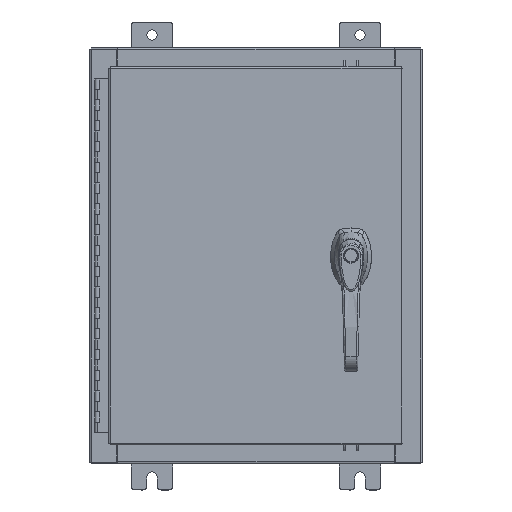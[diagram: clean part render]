
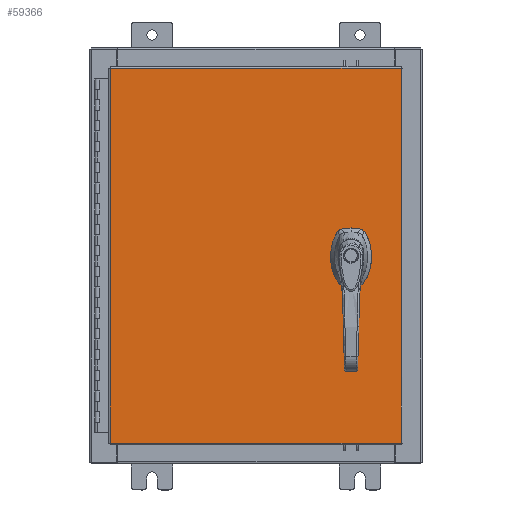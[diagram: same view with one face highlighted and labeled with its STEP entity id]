
A CAD part, top view. The second image highlights one B-rep face of the part: STEP entity #59366.
In plain terms, the highlighted planar face has unit normal (0, 0, 1).
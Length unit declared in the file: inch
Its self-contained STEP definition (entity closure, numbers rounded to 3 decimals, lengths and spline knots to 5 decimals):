
#156 = EDGE_CURVE ( 'NONE', #98496, #3329, #35516, .T. ) ;
#324 = CIRCLE ( 'NONE', #53478, 0.1715 ) ;
#586 = VECTOR ( 'NONE', #105791, 39.37008 ) ;
#3158 = CARTESIAN_POINT ( 'NONE',  ( 4.981, 0., 0. ) ) ;
#3329 = VERTEX_POINT ( 'NONE', #29074 ) ;
#4080 = EDGE_CURVE ( 'NONE', #56799, #34490, #102394, .T. ) ;
#4931 = VERTEX_POINT ( 'NONE', #108132 ) ;
#5233 = LINE ( 'NONE', #89574, #25006 ) ;
#5426 = LINE ( 'NONE', #7615, #47626 ) ;
#5479 = DIRECTION ( 'NONE',  ( -1., 0., 0. ) ) ;
#5665 = CARTESIAN_POINT ( 'NONE',  ( 4.37777, 0.403, 0. ) ) ;
#7615 = CARTESIAN_POINT ( 'NONE',  ( 4.175, 0., 0. ) ) ;
#8690 = CARTESIAN_POINT ( 'NONE',  ( 4.7495, -1.338, 0. ) ) ;
#9835 = LINE ( 'NONE', #3158, #52006 ) ;
#11236 = ORIENTED_EDGE ( 'NONE', *, *, #19462, .T. ) ;
#12459 = CARTESIAN_POINT ( 'NONE',  ( 4.578, -1.338, 0. ) ) ;
#12633 = ORIENTED_EDGE ( 'NONE', *, *, #59876, .F. ) ;
#13147 = VECTOR ( 'NONE', #17084, 39.37008 ) ;
#13621 = CARTESIAN_POINT ( 'NONE',  ( 4.175, 0.20023, 0. ) ) ;
#17084 = DIRECTION ( 'NONE',  ( 1., 0., 0. ) ) ;
#17452 = CARTESIAN_POINT ( 'NONE',  ( -6.9903, -9.0063, 0. ) ) ;
#17763 = ORIENTED_EDGE ( 'NONE', *, *, #42455, .F. ) ;
#19462 = EDGE_CURVE ( 'NONE', #96623, #43802, #51220, .T. ) ;
#19471 = CARTESIAN_POINT ( 'NONE',  ( 4.578, 0., 0. ) ) ;
#20255 = AXIS2_PLACEMENT_3D ( 'NONE', #73340, #22865, #81836 ) ;
#20644 = CIRCLE ( 'NONE', #103921, 0.1715 ) ;
#20685 = ORIENTED_EDGE ( 'NONE', *, *, #52159, .T. ) ;
#20903 = DIRECTION ( 'NONE',  ( 1., 0., 0. ) ) ;
#20964 = CIRCLE ( 'NONE', #108892, 0.45 ) ;
#21536 = CARTESIAN_POINT ( 'NONE',  ( 6.9903, 9.0063, 0. ) ) ;
#22188 = AXIS2_PLACEMENT_3D ( 'NONE', #19471, #78438, #27934 ) ;
#22598 = CIRCLE ( 'NONE', #20255, 0.45 ) ;
#22737 = CARTESIAN_POINT ( 'NONE',  ( 4.37777, -0.403, 0. ) ) ;
#22865 = DIRECTION ( 'NONE',  ( 0., 0., 1. ) ) ;
#25006 = VECTOR ( 'NONE', #5479, 39.37008 ) ;
#27934 = DIRECTION ( 'NONE',  ( 1., 0., 0. ) ) ;
#29074 = CARTESIAN_POINT ( 'NONE',  ( 4.77823, -0.403, 0. ) ) ;
#29387 = LINE ( 'NONE', #58449, #94002 ) ;
#29463 = ORIENTED_EDGE ( 'NONE', *, *, #156, .F. ) ;
#29605 = DIRECTION ( 'NONE',  ( 0., 0., -1. ) ) ;
#32460 = VECTOR ( 'NONE', #53573, 39.37008 ) ;
#32754 = CARTESIAN_POINT ( 'NONE',  ( 4.981, -0.20023, 0. ) ) ;
#33600 = CARTESIAN_POINT ( 'NONE',  ( 4.175, -0.20023, 0. ) ) ;
#34435 = EDGE_CURVE ( 'NONE', #83723, #98496, #20964, .T. ) ;
#34490 = VERTEX_POINT ( 'NONE', #5665 ) ;
#35516 = LINE ( 'NONE', #42109, #13147 ) ;
#36499 = CIRCLE ( 'NONE', #22188, 0.45 ) ;
#37048 = CARTESIAN_POINT ( 'NONE',  ( 0., 0.403, 0. ) ) ;
#38317 = CARTESIAN_POINT ( 'NONE',  ( 6.9903, -9.0063, 0. ) ) ;
#39494 = ORIENTED_EDGE ( 'NONE', *, *, #48462, .F. ) ;
#40918 = CARTESIAN_POINT ( 'NONE',  ( 4.77823, 0.403, 0. ) ) ;
#41284 = FACE_BOUND ( 'NONE', #70059, .T. ) ;
#41299 = CARTESIAN_POINT ( 'NONE',  ( 4.578, 0., 0. ) ) ;
#41717 = DIRECTION ( 'NONE',  ( -1., 0., 0. ) ) ;
#42109 = CARTESIAN_POINT ( 'NONE',  ( 0., -0.403, 0. ) ) ;
#42185 = AXIS2_PLACEMENT_3D ( 'NONE', #41299, #100292, #49758 ) ;
#42455 = EDGE_CURVE ( 'NONE', #103659, #56799, #22598, .T. ) ;
#43802 = VERTEX_POINT ( 'NONE', #17452 ) ;
#44314 = AXIS2_PLACEMENT_3D ( 'NONE', #92243, #29605, #41717 ) ;
#45424 = CARTESIAN_POINT ( 'NONE',  ( 4.981, 0.20023, 0. ) ) ;
#47465 = VERTEX_POINT ( 'NONE', #13621 ) ;
#47626 = VECTOR ( 'NONE', #83170, 39.37008 ) ;
#47696 = CARTESIAN_POINT ( 'NONE',  ( 4.578, 0., 0. ) ) ;
#47883 = DIRECTION ( 'NONE',  ( 0., 0., 1. ) ) ;
#48462 = EDGE_CURVE ( 'NONE', #68841, #61670, #20644, .T. ) ;
#49174 = CARTESIAN_POINT ( 'NONE',  ( 4.4065, -1.338, 0. ) ) ;
#49758 = DIRECTION ( 'NONE',  ( 1., 0., 0. ) ) ;
#50330 = DIRECTION ( 'NONE',  ( 1., 0., 0. ) ) ;
#50523 = EDGE_CURVE ( 'NONE', #4931, #82129, #82371, .T. ) ;
#50716 = ORIENTED_EDGE ( 'NONE', *, *, #90510, .T. ) ;
#51220 = LINE ( 'NONE', #76343, #73660 ) ;
#52006 = VECTOR ( 'NONE', #104160, 39.37008 ) ;
#52159 = EDGE_CURVE ( 'NONE', #103659, #76359, #9835, .T. ) ;
#53478 = AXIS2_PLACEMENT_3D ( 'NONE', #12459, #71383, #20903 ) ;
#53573 = DIRECTION ( 'NONE',  ( -1., 0., 0. ) ) ;
#54481 = CIRCLE ( 'NONE', #42185, 0.45 ) ;
#56134 = DIRECTION ( 'NONE',  ( 1., 0., 0. ) ) ;
#56799 = VERTEX_POINT ( 'NONE', #40918 ) ;
#56925 = ORIENTED_EDGE ( 'NONE', *, *, #34435, .F. ) ;
#58449 = CARTESIAN_POINT ( 'NONE',  ( -6.9903, -9.0063, 0. ) ) ;
#59366 = ADVANCED_FACE ( 'NONE', ( #41284, #63696, #108568 ), #83752, .F. ) ;
#59876 = EDGE_CURVE ( 'NONE', #61670, #68841, #324, .T. ) ;
#60957 = ORIENTED_EDGE ( 'NONE', *, *, #79351, .F. ) ;
#61559 = EDGE_CURVE ( 'NONE', #47465, #83723, #5426, .T. ) ;
#61670 = VERTEX_POINT ( 'NONE', #8690 ) ;
#63696 = FACE_OUTER_BOUND ( 'NONE', #65824, .T. ) ;
#65110 = CARTESIAN_POINT ( 'NONE',  ( -6.9903, 9.0063, 0. ) ) ;
#65824 = EDGE_LOOP ( 'NONE', ( #91406, #105092, #50716, #11236 ) ) ;
#68841 = VERTEX_POINT ( 'NONE', #49174 ) ;
#70059 = EDGE_LOOP ( 'NONE', ( #12633, #39494 ) ) ;
#71383 = DIRECTION ( 'NONE',  ( 0., 0., 1. ) ) ;
#73340 = CARTESIAN_POINT ( 'NONE',  ( 4.578, 0., 0. ) ) ;
#73577 = EDGE_CURVE ( 'NONE', #34490, #47465, #36499, .T. ) ;
#73660 = VECTOR ( 'NONE', #92961, 39.37008 ) ;
#74274 = ORIENTED_EDGE ( 'NONE', *, *, #4080, .F. ) ;
#76343 = CARTESIAN_POINT ( 'NONE',  ( -6.9903, 9.0063, 0. ) ) ;
#76359 = VERTEX_POINT ( 'NONE', #32754 ) ;
#76751 = ORIENTED_EDGE ( 'NONE', *, *, #61559, .F. ) ;
#78438 = DIRECTION ( 'NONE',  ( 0., 0., 1. ) ) ;
#79351 = EDGE_CURVE ( 'NONE', #3329, #76359, #54481, .T. ) ;
#81836 = DIRECTION ( 'NONE',  ( 1., 0., 0. ) ) ;
#82129 = VERTEX_POINT ( 'NONE', #21536 ) ;
#82371 = LINE ( 'NONE', #38317, #586 ) ;
#83170 = DIRECTION ( 'NONE',  ( 0., -1., 0. ) ) ;
#83723 = VERTEX_POINT ( 'NONE', #33600 ) ;
#83752 = PLANE ( 'NONE',  #44314 ) ;
#87097 = EDGE_CURVE ( 'NONE', #43802, #4931, #29387, .T. ) ;
#88688 = ORIENTED_EDGE ( 'NONE', *, *, #73577, .F. ) ;
#89574 = CARTESIAN_POINT ( 'NONE',  ( 6.9903, 9.0063, 0. ) ) ;
#90510 = EDGE_CURVE ( 'NONE', #82129, #96623, #5233, .T. ) ;
#91406 = ORIENTED_EDGE ( 'NONE', *, *, #87097, .T. ) ;
#92243 = CARTESIAN_POINT ( 'NONE',  ( 0., 0., 0. ) ) ;
#92961 = DIRECTION ( 'NONE',  ( 0., -1., 0. ) ) ;
#94002 = VECTOR ( 'NONE', #50330, 39.37008 ) ;
#96623 = VERTEX_POINT ( 'NONE', #65110 ) ;
#98417 = CARTESIAN_POINT ( 'NONE',  ( 4.578, -1.338, 0. ) ) ;
#98496 = VERTEX_POINT ( 'NONE', #22737 ) ;
#99221 = EDGE_LOOP ( 'NONE', ( #20685, #60957, #29463, #56925, #76751, #88688, #74274, #17763 ) ) ;
#100292 = DIRECTION ( 'NONE',  ( 0., 0., 1. ) ) ;
#102394 = LINE ( 'NONE', #37048, #32460 ) ;
#103659 = VERTEX_POINT ( 'NONE', #45424 ) ;
#103921 = AXIS2_PLACEMENT_3D ( 'NONE', #98417, #47883, #106886 ) ;
#104160 = DIRECTION ( 'NONE',  ( 0., -1., 0. ) ) ;
#105092 = ORIENTED_EDGE ( 'NONE', *, *, #50523, .T. ) ;
#105791 = DIRECTION ( 'NONE',  ( 0., 1., 0. ) ) ;
#106689 = DIRECTION ( 'NONE',  ( 0., 0., 1. ) ) ;
#106886 = DIRECTION ( 'NONE',  ( 1., 0., 0. ) ) ;
#108132 = CARTESIAN_POINT ( 'NONE',  ( 6.9903, -9.0063, 0. ) ) ;
#108568 = FACE_BOUND ( 'NONE', #99221, .T. ) ;
#108892 = AXIS2_PLACEMENT_3D ( 'NONE', #47696, #106689, #56134 ) ;
